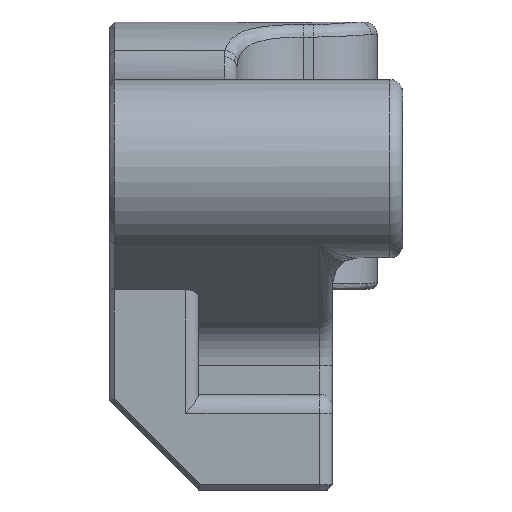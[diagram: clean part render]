
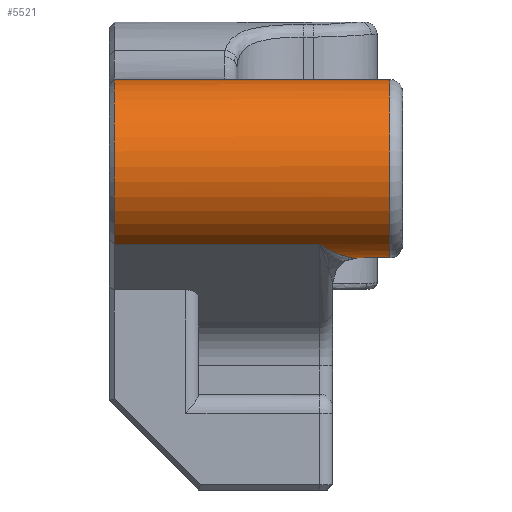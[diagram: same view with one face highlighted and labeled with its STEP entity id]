
A CAD part, left-side view. The second image highlights one B-rep face of the part: STEP entity #5521.
In plain terms, the highlighted cylindrical face has radius 7 mm (diameter 14 mm), a full revolution.
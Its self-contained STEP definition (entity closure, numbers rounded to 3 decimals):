
#644 = CARTESIAN_POINT ( 'NONE',  ( 227.87, 23.995, 56.261 ) ) ;
#653 = VERTEX_POINT ( 'NONE', #33462 ) ;
#1133 = VECTOR ( 'NONE', #7520, 1000. ) ;
#1390 = EDGE_CURVE ( 'NONE', #18446, #19745, #29978, .T. ) ;
#1719 = DIRECTION ( 'NONE',  ( 0., 1., 0. ) ) ;
#1862 = CARTESIAN_POINT ( 'NONE',  ( 231.575, 20.5, 62.2 ) ) ;
#2395 = CIRCLE ( 'NONE', #13534, 7. ) ;
#2468 = VERTEX_POINT ( 'NONE', #32821 ) ;
#2502 = ORIENTED_EDGE ( 'NONE', *, *, #17616, .F. ) ;
#2843 = CARTESIAN_POINT ( 'NONE',  ( 231.575, 28., 62.2 ) ) ;
#2998 = CIRCLE ( 'NONE', #15853, 7. ) ;
#3308 = FACE_OUTER_BOUND ( 'NONE', #17180, .T. ) ;
#4035 = CARTESIAN_POINT ( 'NONE',  ( 227.866, 24., 56.264 ) ) ;
#4098 = CARTESIAN_POINT ( 'NONE',  ( 228.903, 23.043, 55.721 ) ) ;
#4475 = CARTESIAN_POINT ( 'NONE',  ( 231.575, 40.1, 62.2 ) ) ;
#4799 = DIRECTION ( 'NONE',  ( 1., 0., 0. ) ) ;
#4982 = CARTESIAN_POINT ( 'NONE',  ( 231.575, 28., 69.2 ) ) ;
#5521 = ADVANCED_FACE ( 'NONE', ( #35007, #3308 ), #30871, .T. ) ;
#5523 = CARTESIAN_POINT ( 'NONE',  ( 238.566, 22.854, 62.559 ) ) ;
#6235 = CARTESIAN_POINT ( 'NONE',  ( 231.575, 28., 69.2 ) ) ;
#6835 = CARTESIAN_POINT ( 'NONE',  ( 233.407, 20.5, 55.429 ) ) ;
#7520 = DIRECTION ( 'NONE',  ( 0., -1., 0. ) ) ;
#7609 = EDGE_CURVE ( 'NONE', #653, #11435, #19529, .T. ) ;
#8165 = DIRECTION ( 'NONE',  ( 1., 0., 0. ) ) ;
#8265 = ORIENTED_EDGE ( 'NONE', *, *, #25355, .F. ) ;
#8811 = CARTESIAN_POINT ( 'NONE',  ( 238.567, 22.811, 62.525 ) ) ;
#9190 = CARTESIAN_POINT ( 'NONE',  ( 238.575, 22.621, 62.377 ) ) ;
#9359 = CARTESIAN_POINT ( 'NONE',  ( 238.575, 22.307, 62.111 ) ) ;
#10227 = VERTEX_POINT ( 'NONE', #10768 ) ;
#10601 = DIRECTION ( 'NONE',  ( 1., 0., 0. ) ) ;
#10768 = CARTESIAN_POINT ( 'NONE',  ( 238.575, 18.5, 62.2 ) ) ;
#10780 = DIRECTION ( 'NONE',  ( 0., -1., 0. ) ) ;
#11379 = EDGE_CURVE ( 'NONE', #11435, #16595, #23281, .T. ) ;
#11435 = VERTEX_POINT ( 'NONE', #35211 ) ;
#11734 = B_SPLINE_CURVE_WITH_KNOTS ( 'NONE', 3,
 ( #20311, #9359, #17568, #23760, #26135, #20682, #31431 ),
 .UNSPECIFIED., .F., .F.,
 ( 4, 1, 1, 1, 4 ),
 ( 0., 0.103, 0.402, 0.701, 1. ),
 .UNSPECIFIED. ) ;
#11741 = CARTESIAN_POINT ( 'NONE',  ( 238.575, 22.412, 62.2 ) ) ;
#11788 = CARTESIAN_POINT ( 'NONE',  ( 227.868, 23.998, 56.262 ) ) ;
#12038 = ORIENTED_EDGE ( 'NONE', *, *, #28046, .F. ) ;
#12114 = EDGE_CURVE ( 'NONE', #26031, #22791, #17529, .T. ) ;
#12135 = CARTESIAN_POINT ( 'NONE',  ( 231.231, 21.318, 55.171 ) ) ;
#12494 = CARTESIAN_POINT ( 'NONE',  ( 230.223, 21.991, 55.312 ) ) ;
#12657 = DIRECTION ( 'NONE',  ( 0., 1., 0. ) ) ;
#13534 = AXIS2_PLACEMENT_3D ( 'NONE', #4475, #1719, #35140 ) ;
#13725 = EDGE_CURVE ( 'NONE', #22791, #18254, #29039, .T. ) ;
#14064 = EDGE_LOOP ( 'NONE', ( #25670 ) ) ;
#14786 = CARTESIAN_POINT ( 'NONE',  ( 227.866, 24., 56.264 ) ) ;
#15853 = AXIS2_PLACEMENT_3D ( 'NONE', #1862, #12657, #4799 ) ;
#16370 = ORIENTED_EDGE ( 'NONE', *, *, #25310, .F. ) ;
#16486 = DIRECTION ( 'NONE',  ( 0., 1., 0. ) ) ;
#16595 = VERTEX_POINT ( 'NONE', #18008 ) ;
#16668 = CARTESIAN_POINT ( 'NONE',  ( 238.567, 22.825, 62.537 ) ) ;
#16890 = AXIS2_PLACEMENT_3D ( 'NONE', #2843, #28047, #8165 ) ;
#17180 = EDGE_LOOP ( 'NONE', ( #16370, #26091, #20021, #8265, #2502, #26475, #30458, #12038, #20252 ) ) ;
#17207 = DIRECTION ( 'NONE',  ( 0., 1., 0. ) ) ;
#17271 = CARTESIAN_POINT ( 'NONE',  ( 228.036, 23.834, 56.157 ) ) ;
#17529 = B_SPLINE_CURVE_WITH_KNOTS ( 'NONE', 3,
 ( #25659, #6835, #20368, #12135, #12494, #20740, #4098, #34760, #17271, #644, #11788, #22926 ),
 .UNSPECIFIED., .F., .F.,
 ( 4, 1, 1, 1, 1, 1, 1, 2, 4 ),
 ( 0., 0.2, 0.399, 0.599, 0.699, 0.799, 0.899, 0.999, 1. ),
 .UNSPECIFIED. ) ;
#17568 = CARTESIAN_POINT ( 'NONE',  ( 238.568, 21.907, 61.762 ) ) ;
#17616 = EDGE_CURVE ( 'NONE', #16595, #2468, #11734, .T. ) ;
#18008 = CARTESIAN_POINT ( 'NONE',  ( 238.575, 22.412, 62.2 ) ) ;
#18254 = VERTEX_POINT ( 'NONE', #27701 ) ;
#18446 = VERTEX_POINT ( 'NONE', #6235 ) ;
#19407 = CARTESIAN_POINT ( 'NONE',  ( 238.563, 22.911, 62.604 ) ) ;
#19529 = LINE ( 'NONE', #30640, #1133 ) ;
#19745 = VERTEX_POINT ( 'NONE', #23577 ) ;
#20021 = ORIENTED_EDGE ( 'NONE', *, *, #12114, .F. ) ;
#20128 = CIRCLE ( 'NONE', #27085, 7. ) ;
#20252 = ORIENTED_EDGE ( 'NONE', *, *, #1390, .T. ) ;
#20311 = CARTESIAN_POINT ( 'NONE',  ( 238.575, 22.412, 62.2 ) ) ;
#20321 = CARTESIAN_POINT ( 'NONE',  ( 238.568, 22.8, 62.517 ) ) ;
#20368 = CARTESIAN_POINT ( 'NONE',  ( 232.527, 20.691, 55.223 ) ) ;
#20407 = CIRCLE ( 'NONE', #16890, 7. ) ;
#20682 = CARTESIAN_POINT ( 'NONE',  ( 238.075, 20.5, 59.581 ) ) ;
#20740 = CARTESIAN_POINT ( 'NONE',  ( 229.454, 22.583, 55.52 ) ) ;
#22167 = CARTESIAN_POINT ( 'NONE',  ( 238.556, 23.059, 62.719 ) ) ;
#22791 = VERTEX_POINT ( 'NONE', #14786 ) ;
#22877 = CARTESIAN_POINT ( 'NONE',  ( 238.568, 22.797, 62.515 ) ) ;
#22926 = CARTESIAN_POINT ( 'NONE',  ( 227.866, 24., 56.264 ) ) ;
#23049 = CARTESIAN_POINT ( 'NONE',  ( 231.575, 23., 62.2 ) ) ;
#23219 = DIRECTION ( 'NONE',  ( -1., 0., 0. ) ) ;
#23281 = B_SPLINE_CURVE_WITH_KNOTS ( 'NONE', 3,
 ( #24717, #24889, #35845, #36017, #22167, #33272, #19407, #5523, #16668, #8811, #29364, #20321, #22877, #31080, #9190, #11741 ),
 .UNSPECIFIED., .F., .F.,
 ( 4, 2, 2, 1, 1, 1, 1, 2, 2, 4 ),
 ( 0., 0.5, 0.625, 0.688, 0.719, 0.734, 0.742, 0.746, 0.75, 1. ),
 .UNSPECIFIED. ) ;
#23577 = CARTESIAN_POINT ( 'NONE',  ( 231.575, 40.1, 69.2 ) ) ;
#23581 = DIRECTION ( 'NONE',  ( 0., 1., 0. ) ) ;
#23760 = CARTESIAN_POINT ( 'NONE',  ( 238.509, 21.273, 61.12 ) ) ;
#24322 = AXIS2_PLACEMENT_3D ( 'NONE', #23049, #17207, #23219 ) ;
#24717 = CARTESIAN_POINT ( 'NONE',  ( 238.468, 24., 63.417 ) ) ;
#24889 = CARTESIAN_POINT ( 'NONE',  ( 238.503, 23.73, 63.222 ) ) ;
#25310 = EDGE_CURVE ( 'NONE', #18254, #19745, #2395, .T. ) ;
#25355 = EDGE_CURVE ( 'NONE', #2468, #26031, #2998, .T. ) ;
#25659 = CARTESIAN_POINT ( 'NONE',  ( 233.835, 20.5, 55.575 ) ) ;
#25670 = ORIENTED_EDGE ( 'NONE', *, *, #32617, .F. ) ;
#25949 = VECTOR ( 'NONE', #16486, 1000. ) ;
#26031 = VERTEX_POINT ( 'NONE', #30613 ) ;
#26091 = ORIENTED_EDGE ( 'NONE', *, *, #13725, .F. ) ;
#26135 = CARTESIAN_POINT ( 'NONE',  ( 238.312, 20.666, 60.218 ) ) ;
#26475 = ORIENTED_EDGE ( 'NONE', *, *, #11379, .F. ) ;
#27085 = AXIS2_PLACEMENT_3D ( 'NONE', #35586, #10780, #10601 ) ;
#27701 = CARTESIAN_POINT ( 'NONE',  ( 227.866, 40.1, 56.264 ) ) ;
#28046 = EDGE_CURVE ( 'NONE', #18446, #653, #20407, .T. ) ;
#28047 = DIRECTION ( 'NONE',  ( 0., 1., 0. ) ) ;
#29039 = LINE ( 'NONE', #4035, #35748 ) ;
#29364 = CARTESIAN_POINT ( 'NONE',  ( 238.567, 22.804, 62.521 ) ) ;
#29978 = LINE ( 'NONE', #4982, #25949 ) ;
#30458 = ORIENTED_EDGE ( 'NONE', *, *, #7609, .F. ) ;
#30613 = CARTESIAN_POINT ( 'NONE',  ( 233.835, 20.5, 55.575 ) ) ;
#30640 = CARTESIAN_POINT ( 'NONE',  ( 238.468, 28., 63.417 ) ) ;
#30871 = CYLINDRICAL_SURFACE ( 'NONE', #24322, 7. ) ;
#31080 = CARTESIAN_POINT ( 'NONE',  ( 238.569, 22.753, 62.48 ) ) ;
#31431 = CARTESIAN_POINT ( 'NONE',  ( 237.934, 20.5, 59.274 ) ) ;
#32617 = EDGE_CURVE ( 'NONE', #10227, #10227, #20128, .T. ) ;
#32821 = CARTESIAN_POINT ( 'NONE',  ( 237.934, 20.5, 59.274 ) ) ;
#33272 = CARTESIAN_POINT ( 'NONE',  ( 238.561, 22.96, 62.642 ) ) ;
#33462 = CARTESIAN_POINT ( 'NONE',  ( 238.468, 28., 63.417 ) ) ;
#34760 = CARTESIAN_POINT ( 'NONE',  ( 228.373, 23.516, 55.966 ) ) ;
#35007 = FACE_OUTER_BOUND ( 'NONE', #14064, .T. ) ;
#35140 = DIRECTION ( 'NONE',  ( 0., 0., -1. ) ) ;
#35211 = CARTESIAN_POINT ( 'NONE',  ( 238.468, 24., 63.417 ) ) ;
#35586 = CARTESIAN_POINT ( 'NONE',  ( 231.575, 18.5, 62.2 ) ) ;
#35748 = VECTOR ( 'NONE', #23581, 1000. ) ;
#35845 = CARTESIAN_POINT ( 'NONE',  ( 238.529, 23.459, 63.024 ) ) ;
#36017 = CARTESIAN_POINT ( 'NONE',  ( 238.552, 23.126, 62.77 ) ) ;
